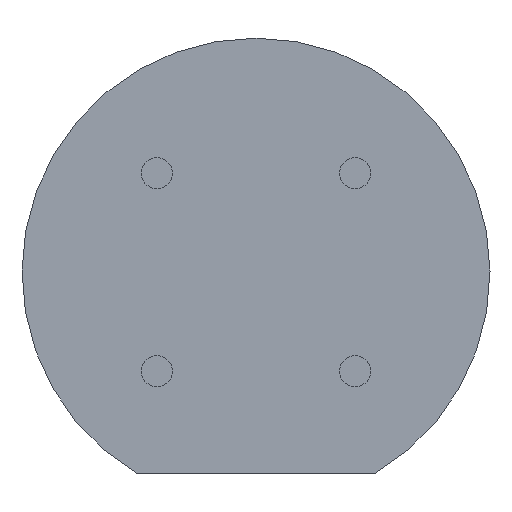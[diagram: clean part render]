
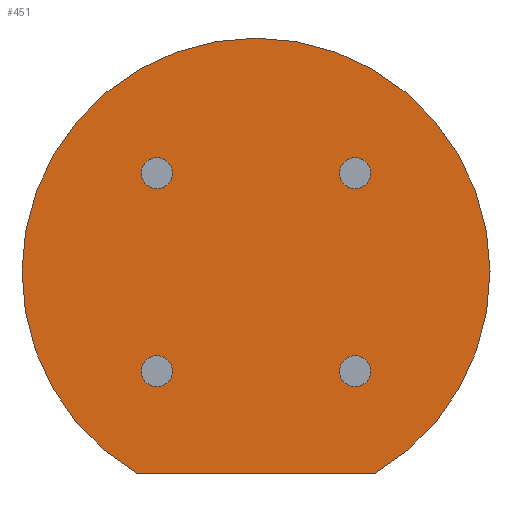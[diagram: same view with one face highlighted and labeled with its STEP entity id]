
A CAD part, front view. The second image highlights one B-rep face of the part: STEP entity #451.
In plain terms, the highlighted planar face has unit normal (0, -1, 0).
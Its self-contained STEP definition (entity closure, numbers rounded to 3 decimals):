
#19 = ORIENTED_EDGE ( 'NONE', *, *, #215, .F. ) ;
#20 = VECTOR ( 'NONE', #139, 1000. ) ;
#33 = EDGE_CURVE ( 'NONE', #53, #554, #349, .T. ) ;
#53 = VERTEX_POINT ( 'NONE', #540 ) ;
#60 = VERTEX_POINT ( 'NONE', #568 ) ;
#64 = DIRECTION ( 'NONE',  ( 0., -1., 0. ) ) ;
#68 = FACE_BOUND ( 'NONE', #159, .T. ) ;
#71 = AXIS2_PLACEMENT_3D ( 'NONE', #164, #339, #214 ) ;
#73 = DIRECTION ( 'NONE',  ( 0., -1., 0. ) ) ;
#90 = CARTESIAN_POINT ( 'NONE',  ( 2.54, 0., -2.54 ) ) ;
#93 = CIRCLE ( 'NONE', #117, 0.4 ) ;
#97 = VERTEX_POINT ( 'NONE', #271 ) ;
#105 = EDGE_CURVE ( 'NONE', #60, #290, #371, .T. ) ;
#106 = DIRECTION ( 'NONE',  ( 0., -1., 0. ) ) ;
#115 = DIRECTION ( 'NONE',  ( 0., -1., 0. ) ) ;
#117 = AXIS2_PLACEMENT_3D ( 'NONE', #219, #571, #367 ) ;
#118 = CIRCLE ( 'NONE', #544, 0.4 ) ;
#123 = CARTESIAN_POINT ( 'NONE',  ( -2.54, 0., -2.94 ) ) ;
#124 = EDGE_CURVE ( 'NONE', #286, #309, #93, .T. ) ;
#139 = DIRECTION ( 'NONE',  ( 1., 0., 0. ) ) ;
#142 = EDGE_CURVE ( 'NONE', #309, #286, #211, .T. ) ;
#150 = VERTEX_POINT ( 'NONE', #297 ) ;
#155 = ORIENTED_EDGE ( 'NONE', *, *, #500, .F. ) ;
#157 = FACE_BOUND ( 'NONE', #381, .T. ) ;
#159 = EDGE_LOOP ( 'NONE', ( #459, #19 ) ) ;
#164 = CARTESIAN_POINT ( 'NONE',  ( -2.54, 0., -2.54 ) ) ;
#175 = ORIENTED_EDGE ( 'NONE', *, *, #340, .F. ) ;
#189 = AXIS2_PLACEMENT_3D ( 'NONE', #292, #73, #249 ) ;
#190 = ORIENTED_EDGE ( 'NONE', *, *, #124, .F. ) ;
#198 = DIRECTION ( 'NONE',  ( 0., 0., 1. ) ) ;
#200 = CIRCLE ( 'NONE', #270, 6. ) ;
#210 = CARTESIAN_POINT ( 'NONE',  ( 2.54, 0., -2.54 ) ) ;
#211 = CIRCLE ( 'NONE', #397, 0.4 ) ;
#214 = DIRECTION ( 'NONE',  ( 0., 0., 1. ) ) ;
#215 = EDGE_CURVE ( 'NONE', #150, #97, #414, .T. ) ;
#219 = CARTESIAN_POINT ( 'NONE',  ( 2.54, 0., 2.54 ) ) ;
#230 = DIRECTION ( 'NONE',  ( 0., -1., 0. ) ) ;
#234 = AXIS2_PLACEMENT_3D ( 'NONE', #239, #106, #373 ) ;
#235 = AXIS2_PLACEMENT_3D ( 'NONE', #560, #432, #553 ) ;
#239 = CARTESIAN_POINT ( 'NONE',  ( -2.54, 0., 2.54 ) ) ;
#240 = FACE_BOUND ( 'NONE', #400, .T. ) ;
#247 = EDGE_LOOP ( 'NONE', ( #520, #175 ) ) ;
#249 = DIRECTION ( 'NONE',  ( 0., 0., 1. ) ) ;
#255 = EDGE_CURVE ( 'NONE', #370, #546, #281, .T. ) ;
#259 = CIRCLE ( 'NONE', #189, 0.4 ) ;
#266 = EDGE_CURVE ( 'NONE', #97, #150, #259, .T. ) ;
#270 = AXIS2_PLACEMENT_3D ( 'NONE', #291, #304, #328 ) ;
#271 = CARTESIAN_POINT ( 'NONE',  ( -2.54, 0., 2.94 ) ) ;
#278 = ORIENTED_EDGE ( 'NONE', *, *, #105, .F. ) ;
#280 = EDGE_LOOP ( 'NONE', ( #450, #347 ) ) ;
#281 = CIRCLE ( 'NONE', #357, 0.4 ) ;
#286 = VERTEX_POINT ( 'NONE', #425 ) ;
#290 = VERTEX_POINT ( 'NONE', #435 ) ;
#291 = CARTESIAN_POINT ( 'NONE',  ( 0., 0., 0. ) ) ;
#292 = CARTESIAN_POINT ( 'NONE',  ( -2.54, 0., 2.54 ) ) ;
#297 = CARTESIAN_POINT ( 'NONE',  ( -2.54, 0., 2.14 ) ) ;
#298 = FACE_OUTER_BOUND ( 'NONE', #247, .T. ) ;
#304 = DIRECTION ( 'NONE',  ( 0., 1., 0. ) ) ;
#309 = VERTEX_POINT ( 'NONE', #335 ) ;
#313 = CARTESIAN_POINT ( 'NONE',  ( 0., 0., -5.172 ) ) ;
#318 = AXIS2_PLACEMENT_3D ( 'NONE', #90, #230, #486 ) ;
#319 = CIRCLE ( 'NONE', #71, 0.4 ) ;
#328 = DIRECTION ( 'NONE',  ( 0., 0., 1. ) ) ;
#335 = CARTESIAN_POINT ( 'NONE',  ( 2.54, 0., 2.14 ) ) ;
#339 = DIRECTION ( 'NONE',  ( 0., -1., 0. ) ) ;
#340 = EDGE_CURVE ( 'NONE', #53, #554, #200, .T. ) ;
#347 = ORIENTED_EDGE ( 'NONE', *, *, #385, .F. ) ;
#348 = CARTESIAN_POINT ( 'NONE',  ( 3.042, 0., -5.172 ) ) ;
#349 = LINE ( 'NONE', #313, #20 ) ;
#357 = AXIS2_PLACEMENT_3D ( 'NONE', #383, #378, #512 ) ;
#367 = DIRECTION ( 'NONE',  ( 0., 0., 1. ) ) ;
#370 = VERTEX_POINT ( 'NONE', #558 ) ;
#371 = CIRCLE ( 'NONE', #318, 0.4 ) ;
#373 = DIRECTION ( 'NONE',  ( 0., 0., 1. ) ) ;
#374 = PLANE ( 'NONE',  #235 ) ;
#378 = DIRECTION ( 'NONE',  ( 0., -1., 0. ) ) ;
#381 = EDGE_LOOP ( 'NONE', ( #190, #537 ) ) ;
#383 = CARTESIAN_POINT ( 'NONE',  ( -2.54, 0., -2.54 ) ) ;
#385 = EDGE_CURVE ( 'NONE', #546, #370, #319, .T. ) ;
#397 = AXIS2_PLACEMENT_3D ( 'NONE', #516, #115, #198 ) ;
#400 = EDGE_LOOP ( 'NONE', ( #278, #155 ) ) ;
#414 = CIRCLE ( 'NONE', #234, 0.4 ) ;
#422 = DIRECTION ( 'NONE',  ( 0., 0., 1. ) ) ;
#425 = CARTESIAN_POINT ( 'NONE',  ( 2.54, 0., 2.94 ) ) ;
#432 = DIRECTION ( 'NONE',  ( 0., 1., 0. ) ) ;
#435 = CARTESIAN_POINT ( 'NONE',  ( 2.54, 0., -2.94 ) ) ;
#450 = ORIENTED_EDGE ( 'NONE', *, *, #255, .F. ) ;
#451 = ADVANCED_FACE ( 'NONE', ( #157, #240, #505, #68, #298 ), #374, .F. ) ;
#459 = ORIENTED_EDGE ( 'NONE', *, *, #266, .F. ) ;
#486 = DIRECTION ( 'NONE',  ( 0., 0., 1. ) ) ;
#500 = EDGE_CURVE ( 'NONE', #290, #60, #118, .T. ) ;
#505 = FACE_BOUND ( 'NONE', #280, .T. ) ;
#512 = DIRECTION ( 'NONE',  ( 0., 0., 1. ) ) ;
#516 = CARTESIAN_POINT ( 'NONE',  ( 2.54, 0., 2.54 ) ) ;
#520 = ORIENTED_EDGE ( 'NONE', *, *, #33, .T. ) ;
#537 = ORIENTED_EDGE ( 'NONE', *, *, #142, .F. ) ;
#540 = CARTESIAN_POINT ( 'NONE',  ( -3.042, 0., -5.172 ) ) ;
#544 = AXIS2_PLACEMENT_3D ( 'NONE', #210, #64, #422 ) ;
#546 = VERTEX_POINT ( 'NONE', #123 ) ;
#553 = DIRECTION ( 'NONE',  ( 0., 0., 1. ) ) ;
#554 = VERTEX_POINT ( 'NONE', #348 ) ;
#558 = CARTESIAN_POINT ( 'NONE',  ( -2.54, 0., -2.14 ) ) ;
#560 = CARTESIAN_POINT ( 'NONE',  ( 0., 0., 0. ) ) ;
#568 = CARTESIAN_POINT ( 'NONE',  ( 2.54, 0., -2.14 ) ) ;
#571 = DIRECTION ( 'NONE',  ( 0., -1., 0. ) ) ;
